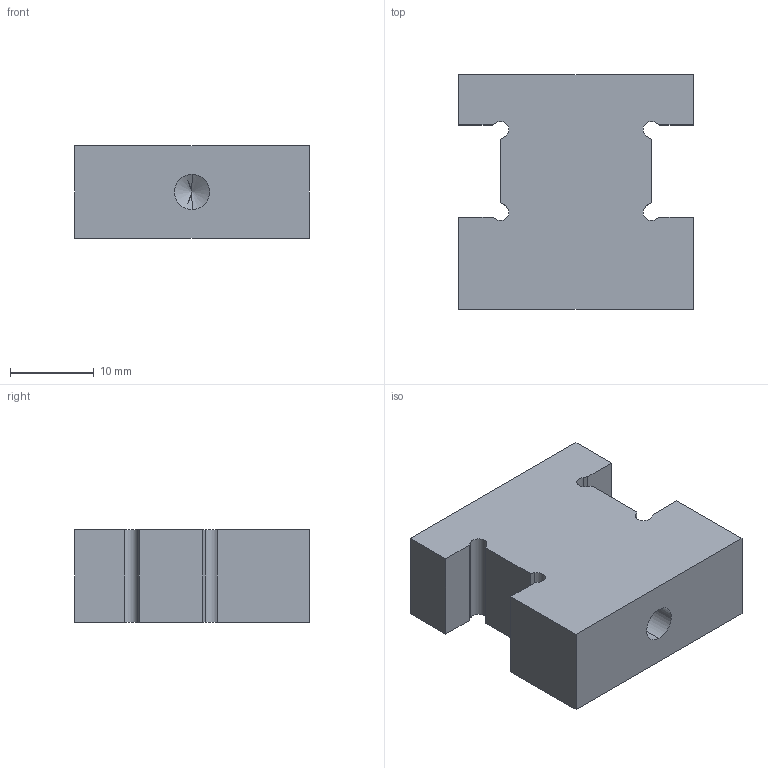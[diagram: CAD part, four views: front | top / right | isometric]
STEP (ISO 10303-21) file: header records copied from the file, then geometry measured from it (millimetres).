
FILE_DESCRIPTION (( 'STEP AP214' ), '1' );
FILE_NAME ('P-Sliding.STEP', '2026-01-21T11:57:39', ( '' ), ( '' ), 'SwSTEP 2.0', 'SolidWorks 2026', '' );
FILE_SCHEMA (( 'AUTOMOTIVE_DESIGN' ));
Length unit declared in the file: millimetre
Products named in the file (1): P-Sliding
Bounding box: 28 x 28 x 11 mm (x, y, z)
Volume: 7094.5 mm3; surface area: 3077.1 mm2
Topology: 1 solids, 1 shells, 32 faces, 88 edges, 57 vertices
Faces by surface type: plane 22, cylinder 8, cone 2
Entity records: 1021 total; most frequent: CARTESIAN_POINT 176, ORIENTED_EDGE 172, DIRECTION 168, EDGE_CURVE 86, VECTOR 70, LINE 70, VERTEX_POINT 57, AXIS2_PLACEMENT_3D 49
